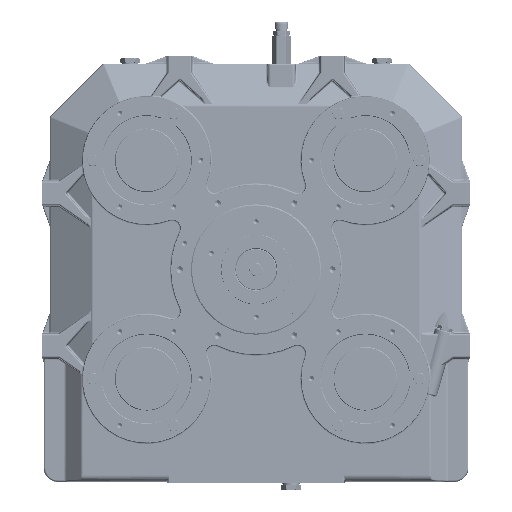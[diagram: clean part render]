
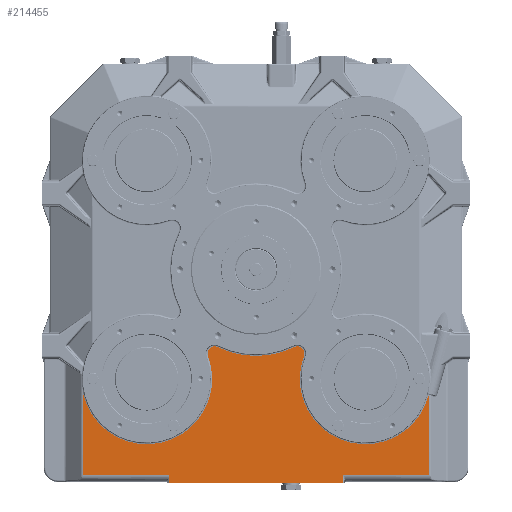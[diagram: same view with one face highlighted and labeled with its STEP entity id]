
A CAD part, top view. The second image highlights one B-rep face of the part: STEP entity #214455.
In plain terms, the highlighted planar face has unit normal (0, 0, 1).
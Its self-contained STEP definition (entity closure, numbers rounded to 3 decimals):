
#1669 = ORIENTED_EDGE ( 'NONE', *, *, #248686, .T. ) ;
#1841 = CARTESIAN_POINT ( 'NONE',  ( -136.119, -336., 62. ) ) ;
#5210 = CARTESIAN_POINT ( 'NONE',  ( 271.929, -336., 62. ) ) ;
#8031 = LINE ( 'NONE', #37107, #184373 ) ;
#8761 = CARTESIAN_POINT ( 'NONE',  ( -75.431, -135.688, 62. ) ) ;
#11561 = DIRECTION ( 'NONE',  ( 1., 0., 0. ) ) ;
#18296 = CARTESIAN_POINT ( 'NONE',  ( -171.827, -171.827, 62. ) ) ;
#22336 = ORIENTED_EDGE ( 'NONE', *, *, #269541, .T. ) ;
#25850 = DIRECTION ( 'NONE',  ( 1., 0., 0. ) ) ;
#30350 = ORIENTED_EDGE ( 'NONE', *, *, #47365, .T. ) ;
#31357 = LINE ( 'NONE', #113377, #89115 ) ;
#33264 = AXIS2_PLACEMENT_3D ( 'NONE', #238009, #179399, #42623 ) ;
#34795 = EDGE_LOOP ( 'NONE', ( #1669, #215664, #265328, #217448, #30350, #105074, #153965, #22336, #146380, #234894, #50372, #116267, #239212, #206922 ) ) ;
#36435 = DIRECTION ( 'NONE',  ( 0., 1., 0. ) ) ;
#37107 = CARTESIAN_POINT ( 'NONE',  ( -336., -322.876, 62. ) ) ;
#40452 = VERTEX_POINT ( 'NONE', #84291 ) ;
#42623 = DIRECTION ( 'NONE',  ( 1., 0., 0. ) ) ;
#47365 = EDGE_CURVE ( 'NONE', #88395, #206497, #293246, .T. ) ;
#50372 = ORIENTED_EDGE ( 'NONE', *, *, #205850, .T. ) ;
#50597 = CARTESIAN_POINT ( 'NONE',  ( 136.119, -322.876, 62. ) ) ;
#50726 = CARTESIAN_POINT ( 'NONE',  ( -336., -336., 62. ) ) ;
#59104 = CARTESIAN_POINT ( 'NONE',  ( 271.929, -197.113, 62. ) ) ;
#62638 = DIRECTION ( 'NONE',  ( 1., 0., 0. ) ) ;
#63847 = VERTEX_POINT ( 'NONE', #104952 ) ;
#65024 = EDGE_CURVE ( 'NONE', #76087, #69128, #174974, .T. ) ;
#66099 = CARTESIAN_POINT ( 'NONE',  ( 271.921, -197.112, 62. ) ) ;
#69128 = VERTEX_POINT ( 'NONE', #208451 ) ;
#71166 = DIRECTION ( 'NONE',  ( 0., 0., -1. ) ) ;
#71182 = AXIS2_PLACEMENT_3D ( 'NONE', #297327, #204947, #251132 ) ;
#74758 = EDGE_CURVE ( 'NONE', #240527, #181910, #286562, .T. ) ;
#76087 = VERTEX_POINT ( 'NONE', #133036 ) ;
#76787 = CARTESIAN_POINT ( 'NONE',  ( -60.189, -121.898, 62. ) ) ;
#76788 = AXIS2_PLACEMENT_3D ( 'NONE', #18296, #110836, #62638 ) ;
#78111 = VECTOR ( 'NONE', #36435, 1000. ) ;
#83803 = LINE ( 'NONE', #5210, #173781 ) ;
#84291 = CARTESIAN_POINT ( 'NONE',  ( 271.929, -322.876, 62. ) ) ;
#86150 = EDGE_CURVE ( 'NONE', #40452, #88395, #83803, .T. ) ;
#87737 = CARTESIAN_POINT ( 'NONE',  ( 271.631, -197.072, 62. ) ) ;
#88395 = VERTEX_POINT ( 'NONE', #59104 ) ;
#89115 = VECTOR ( 'NONE', #225886, 1000. ) ;
#91519 = B_SPLINE_CURVE_WITH_KNOTS ( 'NONE', 3,
 ( #211629, #166386, #121179, #237614 ),
 .UNSPECIFIED., .F., .F.,
 ( 4, 4 ),
 ( 0., 0. ),
 .UNSPECIFIED. ) ;
#93100 = VERTEX_POINT ( 'NONE', #212143 ) ;
#94019 = DIRECTION ( 'NONE',  ( 1., 0., 0. ) ) ;
#100753 = CARTESIAN_POINT ( 'NONE',  ( 60.189, -121.898, 62. ) ) ;
#104952 = CARTESIAN_POINT ( 'NONE',  ( 75.431, -135.688, 62. ) ) ;
#105074 = ORIENTED_EDGE ( 'NONE', *, *, #235103, .T. ) ;
#106189 = VERTEX_POINT ( 'NONE', #76787 ) ;
#109369 = DIRECTION ( 'NONE',  ( 0., -1., 0. ) ) ;
#110836 = DIRECTION ( 'NONE',  ( 0., 0., -1. ) ) ;
#112195 = PLANE ( 'NONE',  #293284 ) ;
#113377 = CARTESIAN_POINT ( 'NONE',  ( -336., -322.876, 62. ) ) ;
#115466 = CARTESIAN_POINT ( 'NONE',  ( 171.827, -171.827, 62. ) ) ;
#116267 = ORIENTED_EDGE ( 'NONE', *, *, #65024, .T. ) ;
#117065 = CIRCLE ( 'NONE', #71182, 135.948 ) ;
#119170 = DIRECTION ( 'NONE',  ( 0., 0., 1. ) ) ;
#119433 = CIRCLE ( 'NONE', #141302, 11.052 ) ;
#121179 = CARTESIAN_POINT ( 'NONE',  ( 271.726, -197.086, 62. ) ) ;
#122577 = EDGE_CURVE ( 'NONE', #153846, #106189, #117065, .T. ) ;
#126795 = DIRECTION ( 'NONE',  ( 1., 0., 0. ) ) ;
#127385 = LINE ( 'NONE', #149443, #188381 ) ;
#130793 = EDGE_CURVE ( 'NONE', #69128, #93100, #8031, .T. ) ;
#133036 = CARTESIAN_POINT ( 'NONE',  ( -271.929, -195.864, 62. ) ) ;
#137022 = EDGE_CURVE ( 'NONE', #205874, #63847, #228487, .T. ) ;
#137504 = DIRECTION ( 'NONE',  ( 0., 0., 1. ) ) ;
#139460 = DIRECTION ( 'NONE',  ( 1., 0., 0. ) ) ;
#141302 = AXIS2_PLACEMENT_3D ( 'NONE', #273906, #137504, #139460 ) ;
#146380 = ORIENTED_EDGE ( 'NONE', *, *, #122577, .T. ) ;
#149443 = CARTESIAN_POINT ( 'NONE',  ( -140., -336., 62. ) ) ;
#152513 = CIRCLE ( 'NONE', #33264, 11.052 ) ;
#153846 = VERTEX_POINT ( 'NONE', #100753 ) ;
#153965 = ORIENTED_EDGE ( 'NONE', *, *, #137022, .T. ) ;
#154245 = VERTEX_POINT ( 'NONE', #8761 ) ;
#166142 = DIRECTION ( 'NONE',  ( 0., 1., 0. ) ) ;
#166386 = CARTESIAN_POINT ( 'NONE',  ( 271.821, -197.099, 62. ) ) ;
#173781 = VECTOR ( 'NONE', #166142, 1000. ) ;
#174974 = LINE ( 'NONE', #190508, #279279 ) ;
#179399 = DIRECTION ( 'NONE',  ( 0., 0., 1. ) ) ;
#181660 = CARTESIAN_POINT ( 'NONE',  ( 271.916, -197.111, 62. ) ) ;
#181910 = VERTEX_POINT ( 'NONE', #286929 ) ;
#184373 = VECTOR ( 'NONE', #126795, 1000. ) ;
#185226 = EDGE_CURVE ( 'NONE', #93100, #234706, #249892, .T. ) ;
#186217 = EDGE_CURVE ( 'NONE', #106189, #154245, #119433, .T. ) ;
#188381 = VECTOR ( 'NONE', #11561, 1000. ) ;
#190508 = CARTESIAN_POINT ( 'NONE',  ( -271.929, -322.876, 62. ) ) ;
#203940 = CARTESIAN_POINT ( 'NONE',  ( 136.119, -336., 62. ) ) ;
#204947 = DIRECTION ( 'NONE',  ( 0., 0., -1. ) ) ;
#205850 = EDGE_CURVE ( 'NONE', #154245, #76087, #292465, .T. ) ;
#205874 = VERTEX_POINT ( 'NONE', #87737 ) ;
#206497 = VERTEX_POINT ( 'NONE', #246408 ) ;
#206922 = ORIENTED_EDGE ( 'NONE', *, *, #185226, .T. ) ;
#208451 = CARTESIAN_POINT ( 'NONE',  ( -271.929, -322.876, 62. ) ) ;
#210466 = VECTOR ( 'NONE', #109369, 1000. ) ;
#211629 = CARTESIAN_POINT ( 'NONE',  ( 271.916, -197.111, 62. ) ) ;
#211811 = FACE_OUTER_BOUND ( 'NONE', #34795, .T. ) ;
#212143 = CARTESIAN_POINT ( 'NONE',  ( -136.119, -322.876, 62. ) ) ;
#214455 = ADVANCED_FACE ( 'Faccia6', ( #211811 ), #112195, .T. ) ;
#215664 = ORIENTED_EDGE ( 'NONE', *, *, #74758, .T. ) ;
#217448 = ORIENTED_EDGE ( 'NONE', *, *, #86150, .T. ) ;
#220945 = CARTESIAN_POINT ( 'NONE',  ( -136.119, -336., 62. ) ) ;
#225886 = DIRECTION ( 'NONE',  ( 1., 0., 0. ) ) ;
#227828 = CARTESIAN_POINT ( 'NONE',  ( 271.929, -197.113, 62. ) ) ;
#228487 = CIRCLE ( 'NONE', #272193, 102.948 ) ;
#234706 = VERTEX_POINT ( 'NONE', #1841 ) ;
#234894 = ORIENTED_EDGE ( 'NONE', *, *, #186217, .T. ) ;
#235103 = EDGE_CURVE ( 'NONE', #206497, #205874, #91519, .T. ) ;
#237614 = CARTESIAN_POINT ( 'NONE',  ( 271.631, -197.072, 62. ) ) ;
#238009 = CARTESIAN_POINT ( 'NONE',  ( 65.082, -131.808, 62. ) ) ;
#238856 = EDGE_CURVE ( 'NONE', #181910, #40452, #31357, .T. ) ;
#239212 = ORIENTED_EDGE ( 'NONE', *, *, #130793, .T. ) ;
#240527 = VERTEX_POINT ( 'NONE', #203940 ) ;
#240635 = DIRECTION ( 'NONE',  ( 0., -1., 0. ) ) ;
#246408 = CARTESIAN_POINT ( 'NONE',  ( 271.916, -197.111, 62. ) ) ;
#248686 = EDGE_CURVE ( 'NONE', #234706, #240527, #127385, .T. ) ;
#249892 = LINE ( 'NONE', #220945, #210466 ) ;
#251132 = DIRECTION ( 'NONE',  ( 1., 0., 0. ) ) ;
#265328 = ORIENTED_EDGE ( 'NONE', *, *, #238856, .T. ) ;
#269541 = EDGE_CURVE ( 'NONE', #63847, #153846, #152513, .T. ) ;
#272193 = AXIS2_PLACEMENT_3D ( 'NONE', #115466, #71166, #25850 ) ;
#273906 = CARTESIAN_POINT ( 'NONE',  ( -65.082, -131.808, 62. ) ) ;
#279279 = VECTOR ( 'NONE', #240635, 1000. ) ;
#286562 = LINE ( 'NONE', #50597, #78111 ) ;
#286929 = CARTESIAN_POINT ( 'NONE',  ( 136.119, -322.876, 62. ) ) ;
#292465 = CIRCLE ( 'NONE', #76788, 102.948 ) ;
#293246 = B_SPLINE_CURVE_WITH_KNOTS ( 'NONE', 3,
 ( #227828, #298130, #66099, #181660 ),
 .UNSPECIFIED., .F., .F.,
 ( 4, 4 ),
 ( 0., 0. ),
 .UNSPECIFIED. ) ;
#293284 = AXIS2_PLACEMENT_3D ( 'NONE', #50726, #119170, #94019 ) ;
#297327 = CARTESIAN_POINT ( 'NONE',  ( 0., 0., 62. ) ) ;
#298130 = CARTESIAN_POINT ( 'NONE',  ( 271.925, -197.112, 62. ) ) ;
